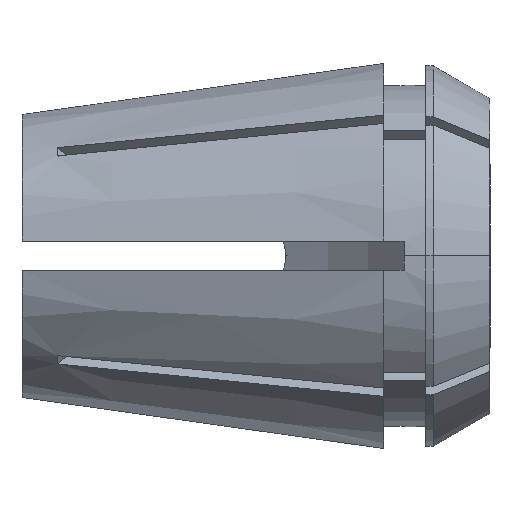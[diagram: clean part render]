
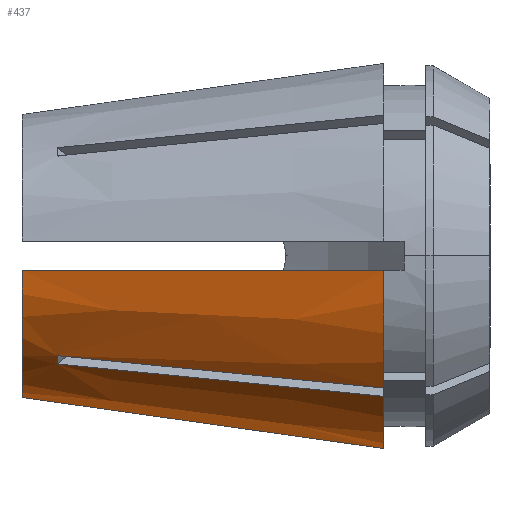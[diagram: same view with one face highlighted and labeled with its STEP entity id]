
A CAD part, top view. The second image highlights one B-rep face of the part: STEP entity #437.
In plain terms, the highlighted conical face has half-angle 8 degrees and reference radius 16.5 mm.
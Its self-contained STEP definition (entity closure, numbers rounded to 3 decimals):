
#5 = DIRECTION ( 'NONE',  ( 0., 0., -1. ) ) ;
#152 = EDGE_CURVE ( 'NONE', #246, #2512, #2394, .T. ) ;
#175 = CARTESIAN_POINT ( 'NONE',  ( 30.9, -11.309, 12.016 ) ) ;
#192 = AXIS2_PLACEMENT_3D ( 'NONE', #1419, #613, #2704 ) ;
#203 = ORIENTED_EDGE ( 'NONE', *, *, #3210, .F. ) ;
#210 = CARTESIAN_POINT ( 'NONE',  ( 2.998, -8.779, 9.015 ) ) ;
#226 = EDGE_CURVE ( 'NONE', #2734, #2478, #3263, .T. ) ;
#246 = VERTEX_POINT ( 'NONE', #3338 ) ;
#264 = CARTESIAN_POINT ( 'NONE',  ( 20.6, -15.001, 1.25 ) ) ;
#289 = CARTESIAN_POINT ( 'NONE',  ( 0., -1.25, 12.093 ) ) ;
#300 = B_SPLINE_CURVE_WITH_KNOTS ( 'NONE', 3,
 ( #1381, #264, #558, #1105 ),
 .UNSPECIFIED., .F., .F.,
 ( 4, 4 ),
 ( 0.063, 0.095 ),
 .UNSPECIFIED. ) ;
#338 = ORIENTED_EDGE ( 'NONE', *, *, #2483, .F. ) ;
#355 = CARTESIAN_POINT ( 'NONE',  ( 30.9, -16.453, 1.25 ) ) ;
#363 = CONICAL_SURFACE ( 'NONE', #2549, 16.5, 0.14 ) ;
#437 = ADVANCED_FACE ( 'NONE', ( #1409 ), #363, .T. ) ;
#442 = CARTESIAN_POINT ( 'NONE',  ( 10.3, -1.25, 13.548 ) ) ;
#481 = DIRECTION ( 'NONE',  ( -1., 0., 0. ) ) ;
#493 = DIRECTION ( 'NONE',  ( 0., 0., 1. ) ) ;
#558 = CARTESIAN_POINT ( 'NONE',  ( 10.3, -13.548, 1.25 ) ) ;
#612 = EDGE_CURVE ( 'NONE', #1160, #2734, #2993, .T. ) ;
#613 = DIRECTION ( 'NONE',  ( -1., 0., 0. ) ) ;
#732 = CARTESIAN_POINT ( 'NONE',  ( 0., 0., 0. ) ) ;
#864 = ORIENTED_EDGE ( 'NONE', *, *, #974, .F. ) ;
#974 = EDGE_CURVE ( 'NONE', #3004, #2478, #2054, .T. ) ;
#1059 = ORIENTED_EDGE ( 'NONE', *, *, #612, .T. ) ;
#1081 = B_SPLINE_CURVE_WITH_KNOTS ( 'NONE', 3,
 ( #1285, #3129, #210, #1541 ),
 .UNSPECIFIED., .F., .F.,
 ( 4, 4 ),
 ( 0.01, 0.011 ),
 .UNSPECIFIED. ) ;
#1105 = CARTESIAN_POINT ( 'NONE',  ( 0., -12.093, 1.25 ) ) ;
#1160 = VERTEX_POINT ( 'NONE', #175 ) ;
#1285 = CARTESIAN_POINT ( 'NONE',  ( 3.007, -9.242, 8.535 ) ) ;
#1355 = CARTESIAN_POINT ( 'NONE',  ( 3.007, -8.535, 9.242 ) ) ;
#1381 = CARTESIAN_POINT ( 'NONE',  ( 30.9, -16.453, 1.25 ) ) ;
#1409 = FACE_OUTER_BOUND ( 'NONE', #2790, .T. ) ;
#1419 = CARTESIAN_POINT ( 'NONE',  ( 30.9, 0., 0. ) ) ;
#1445 = ORIENTED_EDGE ( 'NONE', *, *, #226, .T. ) ;
#1477 = CARTESIAN_POINT ( 'NONE',  ( 20.6, -1.25, 15.001 ) ) ;
#1491 = CARTESIAN_POINT ( 'NONE',  ( 0., -12.093, 1.25 ) ) ;
#1495 = CARTESIAN_POINT ( 'NONE',  ( 30.9, -1.25, 16.453 ) ) ;
#1541 = CARTESIAN_POINT ( 'NONE',  ( 3.007, -8.535, 9.242 ) ) ;
#1599 = CARTESIAN_POINT ( 'NONE',  ( 3.007, -9.242, 8.535 ) ) ;
#1622 = CARTESIAN_POINT ( 'NONE',  ( 30.9, 0., 0. ) ) ;
#1656 = ORIENTED_EDGE ( 'NONE', *, *, #2049, .T. ) ;
#1919 = AXIS2_PLACEMENT_3D ( 'NONE', #732, #481, #493 ) ;
#2049 = EDGE_CURVE ( 'NONE', #2512, #3116, #1081, .T. ) ;
#2054 = CIRCLE ( 'NONE', #1919, 12.158 ) ;
#2056 = CARTESIAN_POINT ( 'NONE',  ( 30.9, -1.25, 16.453 ) ) ;
#2108 = DIRECTION ( 'NONE',  ( -1., 0., 0. ) ) ;
#2132 = DIRECTION ( 'NONE',  ( 1., 0., 0. ) ) ;
#2135 = EDGE_CURVE ( 'NONE', #2912, #246, #3354, .T. ) ;
#2205 = CARTESIAN_POINT ( 'NONE',  ( 30.9, -11.309, 12.016 ) ) ;
#2265 = ORIENTED_EDGE ( 'NONE', *, *, #152, .T. ) ;
#2286 = CARTESIAN_POINT ( 'NONE',  ( 0., -1.25, 12.093 ) ) ;
#2323 = ORIENTED_EDGE ( 'NONE', *, *, #2135, .T. ) ;
#2394 = B_SPLINE_CURVE_WITH_KNOTS ( 'NONE', 3,
 ( #3326, #3317, #3024, #2797 ),
 .UNSPECIFIED., .F., .F.,
 ( 4, 4 ),
 ( 0., 0.028 ),
 .UNSPECIFIED. ) ;
#2457 = CARTESIAN_POINT ( 'NONE',  ( 12.304, -9.46, 10.167 ) ) ;
#2478 = VERTEX_POINT ( 'NONE', #289 ) ;
#2483 = EDGE_CURVE ( 'NONE', #2912, #3004, #300, .T. ) ;
#2512 = VERTEX_POINT ( 'NONE', #1599 ) ;
#2549 = AXIS2_PLACEMENT_3D ( 'NONE', #2631, #2132, #5 ) ;
#2608 = AXIS2_PLACEMENT_3D ( 'NONE', #1622, #2108, #2901 ) ;
#2631 = CARTESIAN_POINT ( 'NONE',  ( 30.9, 0., 0. ) ) ;
#2704 = DIRECTION ( 'NONE',  ( 0., 0., 1. ) ) ;
#2734 = VERTEX_POINT ( 'NONE', #2056 ) ;
#2790 = EDGE_LOOP ( 'NONE', ( #338, #2323, #2265, #1656, #203, #1059, #1445, #864 ) ) ;
#2797 = CARTESIAN_POINT ( 'NONE',  ( 3.007, -9.242, 8.535 ) ) ;
#2901 = DIRECTION ( 'NONE',  ( 0., 0., 1. ) ) ;
#2912 = VERTEX_POINT ( 'NONE', #355 ) ;
#2923 = CARTESIAN_POINT ( 'NONE',  ( 3.007, -8.535, 9.242 ) ) ;
#2965 = B_SPLINE_CURVE_WITH_KNOTS ( 'NONE', 3,
 ( #2205, #3221, #2457, #2923 ),
 .UNSPECIFIED., .F., .F.,
 ( 4, 4 ),
 ( 0., 0.028 ),
 .UNSPECIFIED. ) ;
#2993 = CIRCLE ( 'NONE', #192, 16.5 ) ;
#3004 = VERTEX_POINT ( 'NONE', #1491 ) ;
#3024 = CARTESIAN_POINT ( 'NONE',  ( 12.304, -10.167, 9.46 ) ) ;
#3116 = VERTEX_POINT ( 'NONE', #1355 ) ;
#3129 = CARTESIAN_POINT ( 'NONE',  ( 2.998, -9.015, 8.779 ) ) ;
#3210 = EDGE_CURVE ( 'NONE', #1160, #3116, #2965, .T. ) ;
#3221 = CARTESIAN_POINT ( 'NONE',  ( 21.602, -10.384, 11.091 ) ) ;
#3263 = B_SPLINE_CURVE_WITH_KNOTS ( 'NONE', 3,
 ( #1495, #1477, #442, #2286 ),
 .UNSPECIFIED., .F., .F.,
 ( 4, 4 ),
 ( 0.063, 0.095 ),
 .UNSPECIFIED. ) ;
#3317 = CARTESIAN_POINT ( 'NONE',  ( 21.602, -11.091, 10.384 ) ) ;
#3326 = CARTESIAN_POINT ( 'NONE',  ( 30.9, -12.016, 11.309 ) ) ;
#3338 = CARTESIAN_POINT ( 'NONE',  ( 30.9, -12.016, 11.309 ) ) ;
#3354 = CIRCLE ( 'NONE', #2608, 16.5 ) ;
